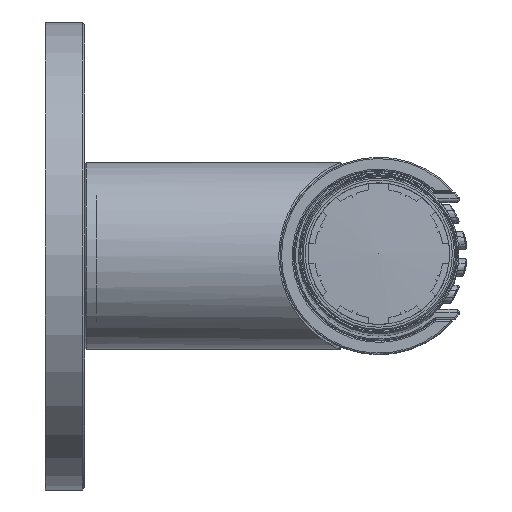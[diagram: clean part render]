
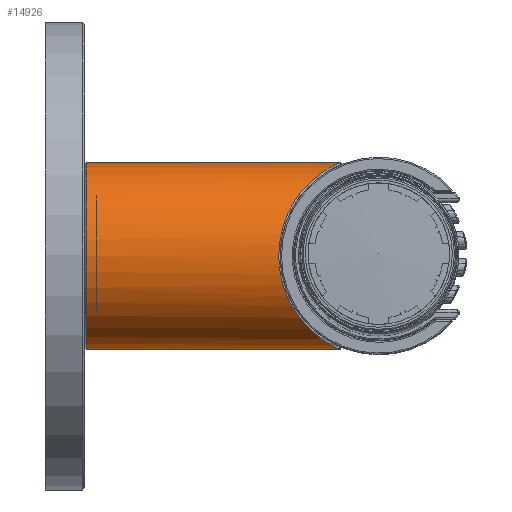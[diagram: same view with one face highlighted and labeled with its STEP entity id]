
A CAD part, top view. The second image highlights one B-rep face of the part: STEP entity #14926.
In plain terms, the highlighted cylindrical face has radius 14 mm (diameter 28 mm), a full revolution.
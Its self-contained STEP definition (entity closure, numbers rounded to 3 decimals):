
#2030=CIRCLE('',#15939,14.);
#2825=ORIENTED_EDGE('',*,*,#7093,.F.);
#2826=ORIENTED_EDGE('',*,*,#7094,.T.);
#2827=ORIENTED_EDGE('',*,*,#7095,.T.);
#2828=ORIENTED_EDGE('',*,*,#7096,.F.);
#7093=EDGE_CURVE('',#9227,#9227,#10672,.T.);
#7094=EDGE_CURVE('',#9228,#9228,#10673,.T.);
#7095=EDGE_CURVE('',#9229,#9229,#2030,.F.);
#7096=EDGE_CURVE('',#9230,#9230,#10674,.T.);
#9227=VERTEX_POINT('',#21272);
#9228=VERTEX_POINT('',#21311);
#9229=VERTEX_POINT('',#21313);
#9230=VERTEX_POINT('',#21325);
#10672=B_SPLINE_CURVE_WITH_KNOTS('',3,(#21261,#21262,#21263,#21264,#21265,
#21266,#21267,#21268,#21269,#21270,#21271),.UNSPECIFIED.,.T.,.F.,(1,1,1,
1,1,1,1,1,1,1,1,1,1,1,1),(-0.004,-0.003,-0.001,
0.,0.001,0.003,0.004,0.006,
0.007,0.009,0.01,0.012,
0.013,0.015,0.016),.UNSPECIFIED.);
#10673=B_SPLINE_CURVE_WITH_KNOTS('',3,(#21273,#21274,#21275,#21276,#21277,
#21278,#21279,#21280,#21281,#21282,#21283,#21284,#21285,#21286,#21287,#21288,
#21289,#21290,#21291,#21292,#21293,#21294,#21295,#21296,#21297,#21298,#21299,
#21300,#21301,#21302,#21303,#21304,#21305,#21306,#21307,#21308,#21309,#21310),
 .UNSPECIFIED.,.T.,.F.,(1,1,1,1,1,1,1,1,1,1,1,1,1,1,1,1,1,1,1,1,1,1,1,1,
1,1,1,1,1,1,1,1,1,1,1,1,1,1,1,1,1,1),(-0.006,-0.003,
-0.002,0.,0.002,0.003,
0.006,0.009,0.012,0.015,
0.018,0.021,0.025,0.028,
0.031,0.034,0.037,0.04,
0.043,0.046,0.048,0.049,
0.051,0.052,0.055,0.058,
0.061,0.067,0.071,0.074,
0.077,0.08,0.083,0.086,
0.089,0.092,0.095,0.097,
0.098,0.1,0.101,0.104),
 .UNSPECIFIED.);
#10674=B_SPLINE_CURVE_WITH_KNOTS('',3,(#21314,#21315,#21316,#21317,#21318,
#21319,#21320,#21321,#21322,#21323,#21324),.UNSPECIFIED.,.T.,.F.,(1,1,1,
1,1,1,1,1,1,1,1,1,1,1,1),(-0.004,-0.003,-0.001,
0.,0.001,0.003,0.004,0.006,
0.007,0.009,0.01,0.012,
0.013,0.015,0.016),.UNSPECIFIED.);
#11365=EDGE_LOOP('',(#2825));
#11366=EDGE_LOOP('',(#2826));
#11367=EDGE_LOOP('',(#2827));
#11368=EDGE_LOOP('',(#2828));
#12762=FACE_BOUND('',#11365,.T.);
#12763=FACE_BOUND('',#11366,.T.);
#12764=FACE_BOUND('',#11367,.T.);
#12765=FACE_BOUND('',#11368,.T.);
#14159=CYLINDRICAL_SURFACE('',#15938,14.);
#14926=ADVANCED_FACE('',(#12762,#12763,#12764,#12765),#14159,.T.);
#15938=AXIS2_PLACEMENT_3D('',#21260,#17507,#17508);
#15939=AXIS2_PLACEMENT_3D('',#21312,#17509,#17510);
#17507=DIRECTION('',(-1.,0.,0.));
#17508=DIRECTION('',(0.,0.,1.));
#17509=DIRECTION('',(-1.,0.,0.));
#17510=DIRECTION('',(0.,0.,1.));
#21260=CARTESIAN_POINT('',(36.,0.,0.));
#21261=CARTESIAN_POINT('',(2.779,-8.369,-11.234));
#21262=CARTESIAN_POINT('',(1.879,-7.286,-11.99));
#21263=CARTESIAN_POINT('',(2.315,-5.918,-12.708));
#21264=CARTESIAN_POINT('',(3.701,-5.229,-12.984));
#21265=CARTESIAN_POINT('',(5.222,-5.546,-12.864));
#21266=CARTESIAN_POINT('',(6.119,-6.738,-12.306));
#21267=CARTESIAN_POINT('',(5.687,-8.045,-11.48));
#21268=CARTESIAN_POINT('',(4.299,-8.63,-11.021));
#21269=CARTESIAN_POINT('',(2.779,-8.369,-11.234));
#21270=CARTESIAN_POINT('',(1.879,-7.286,-11.99));
#21271=CARTESIAN_POINT('',(2.315,-5.918,-12.708));
#21272=CARTESIAN_POINT('',(2.102,-7.238,-11.984));
#21273=CARTESIAN_POINT('',(37.081,-13.943,-1.527));
#21274=CARTESIAN_POINT('',(37.287,-14.028,0.));
#21275=CARTESIAN_POINT('',(37.082,-13.943,1.527));
#21276=CARTESIAN_POINT('',(36.388,-13.631,3.422));
#21277=CARTESIAN_POINT('',(35.114,-12.954,5.51));
#21278=CARTESIAN_POINT('',(33.446,-11.759,7.734));
#21279=CARTESIAN_POINT('',(31.81,-10.188,9.717));
#21280=CARTESIAN_POINT('',(30.301,-8.195,11.458));
#21281=CARTESIAN_POINT('',(29.057,-5.788,12.854));
#21282=CARTESIAN_POINT('',(28.217,-3.005,13.782));
#21283=CARTESIAN_POINT('',(27.917,0.016,14.111));
#21284=CARTESIAN_POINT('',(28.226,3.053,13.773));
#21285=CARTESIAN_POINT('',(29.077,5.839,12.832));
#21286=CARTESIAN_POINT('',(30.336,8.248,11.418));
#21287=CARTESIAN_POINT('',(31.832,10.212,9.692));
#21288=CARTESIAN_POINT('',(33.492,11.798,7.676));
#21289=CARTESIAN_POINT('',(35.151,12.976,5.457));
#21290=CARTESIAN_POINT('',(36.426,13.65,3.35));
#21291=CARTESIAN_POINT('',(37.102,13.952,1.444));
#21292=CARTESIAN_POINT('',(37.286,14.028,-0.075));
#21293=CARTESIAN_POINT('',(37.062,13.935,-1.599));
#21294=CARTESIAN_POINT('',(36.365,13.62,-3.459));
#21295=CARTESIAN_POINT('',(35.091,12.939,-5.545));
#21296=CARTESIAN_POINT('',(33.418,11.736,-7.77));
#21297=CARTESIAN_POINT('',(31.24,9.634,-10.405));
#21298=CARTESIAN_POINT('',(29.328,6.693,-12.554));
#21299=CARTESIAN_POINT('',(28.214,2.99,-13.785));
#21300=CARTESIAN_POINT('',(27.918,-0.029,-14.111));
#21301=CARTESIAN_POINT('',(28.226,-3.051,-13.772));
#21302=CARTESIAN_POINT('',(29.074,-5.828,-12.836));
#21303=CARTESIAN_POINT('',(30.324,-8.228,-11.432));
#21304=CARTESIAN_POINT('',(31.817,-10.195,-9.709));
#21305=CARTESIAN_POINT('',(33.465,-11.775,-7.711));
#21306=CARTESIAN_POINT('',(35.121,-12.957,-5.5));
#21307=CARTESIAN_POINT('',(36.393,-13.634,-3.411));
#21308=CARTESIAN_POINT('',(37.081,-13.943,-1.527));
#21309=CARTESIAN_POINT('',(37.287,-14.028,0.));
#21310=CARTESIAN_POINT('',(37.082,-13.943,1.527));
#21311=CARTESIAN_POINT('',(37.219,-14.,0.));
#21312=CARTESIAN_POINT('',(-0.8,0.,0.));
#21313=CARTESIAN_POINT('',(-0.8,0.,14.));
#21314=CARTESIAN_POINT('',(3.799,5.219,-12.988));
#21315=CARTESIAN_POINT('',(2.381,5.85,-12.738));
#21316=CARTESIAN_POINT('',(1.865,7.199,-12.043));
#21317=CARTESIAN_POINT('',(2.697,8.325,-11.268));
#21318=CARTESIAN_POINT('',(4.205,8.638,-11.014));
#21319=CARTESIAN_POINT('',(5.616,8.107,-11.434));
#21320=CARTESIAN_POINT('',(6.136,6.833,-12.254));
#21321=CARTESIAN_POINT('',(5.304,5.596,-12.844));
#21322=CARTESIAN_POINT('',(3.799,5.219,-12.988));
#21323=CARTESIAN_POINT('',(2.381,5.85,-12.738));
#21324=CARTESIAN_POINT('',(1.865,7.199,-12.043));
#21325=CARTESIAN_POINT('',(2.532,5.969,-12.664));
